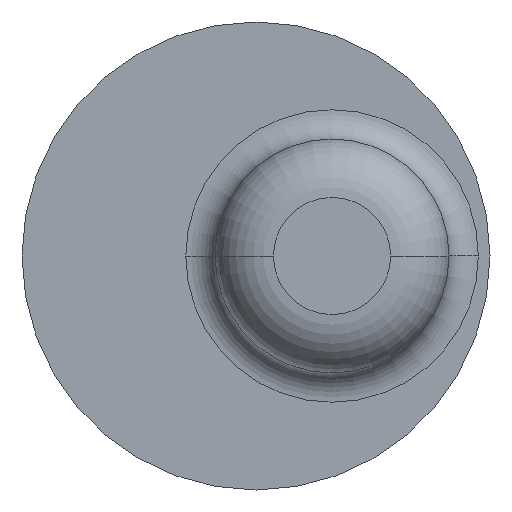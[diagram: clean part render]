
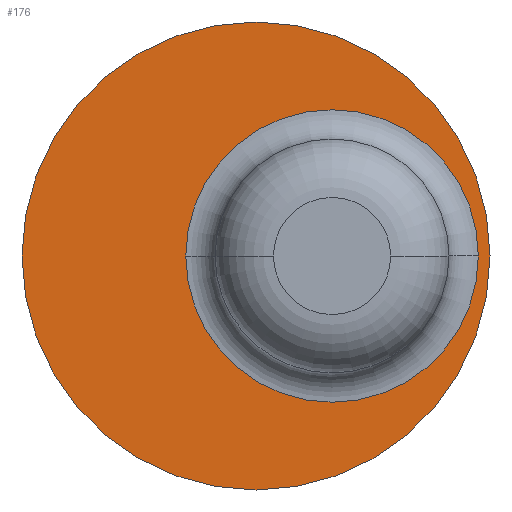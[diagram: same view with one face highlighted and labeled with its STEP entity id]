
A CAD part, front view. The second image highlights one B-rep face of the part: STEP entity #176.
In plain terms, the highlighted planar face has unit normal (0, -1, 0).
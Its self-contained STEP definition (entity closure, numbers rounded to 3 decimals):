
#4 = ORIENTED_EDGE ( 'NONE', *, *, #547, .T. ) ;
#12 = FACE_BOUND ( 'NONE', #384, .T. ) ;
#19 = CIRCLE ( 'NONE', #436, 4. ) ;
#40 = DIRECTION ( 'NONE',  ( 0., 1., 0. ) ) ;
#49 = AXIS2_PLACEMENT_3D ( 'NONE', #512, #148, #611 ) ;
#107 = DIRECTION ( 'NONE',  ( -1., 0., 0. ) ) ;
#121 = CIRCLE ( 'NONE', #514, 2.5 ) ;
#148 = DIRECTION ( 'NONE',  ( 0., 1., 0. ) ) ;
#150 = DIRECTION ( 'NONE',  ( -1., 0., 0. ) ) ;
#155 = DIRECTION ( 'NONE',  ( 0., 1., 0. ) ) ;
#157 = CARTESIAN_POINT ( 'NONE',  ( -1.2, 0., 0. ) ) ;
#176 = ADVANCED_FACE ( 'NONE', ( #12, #236 ), #449, .F. ) ;
#197 = CIRCLE ( 'NONE', #350, 2.5 ) ;
#236 = FACE_OUTER_BOUND ( 'NONE', #555, .T. ) ;
#240 = CARTESIAN_POINT ( 'NONE',  ( 1.3, 0., 0. ) ) ;
#246 = CARTESIAN_POINT ( 'NONE',  ( 0., 0., 0. ) ) ;
#276 = ORIENTED_EDGE ( 'NONE', *, *, #628, .F. ) ;
#302 = EDGE_CURVE ( 'NONE', #538, #497, #482, .T. ) ;
#329 = AXIS2_PLACEMENT_3D ( 'NONE', #246, #40, #405 ) ;
#350 = AXIS2_PLACEMENT_3D ( 'NONE', #464, #575, #150 ) ;
#352 = ORIENTED_EDGE ( 'NONE', *, *, #302, .F. ) ;
#384 = EDGE_LOOP ( 'NONE', ( #540, #4 ) ) ;
#385 = CARTESIAN_POINT ( 'NONE',  ( 3.8, 0., 0. ) ) ;
#390 = CARTESIAN_POINT ( 'NONE',  ( 4., 0., 0. ) ) ;
#396 = DIRECTION ( 'NONE',  ( -1., 0., 0. ) ) ;
#405 = DIRECTION ( 'NONE',  ( -1., 0., 0. ) ) ;
#436 = AXIS2_PLACEMENT_3D ( 'NONE', #665, #155, #107 ) ;
#449 = PLANE ( 'NONE',  #329 ) ;
#463 = VERTEX_POINT ( 'NONE', #385 ) ;
#464 = CARTESIAN_POINT ( 'NONE',  ( 1.3, 0., 0. ) ) ;
#482 = CIRCLE ( 'NONE', #49, 4. ) ;
#497 = VERTEX_POINT ( 'NONE', #390 ) ;
#512 = CARTESIAN_POINT ( 'NONE',  ( 0., 0., 0. ) ) ;
#514 = AXIS2_PLACEMENT_3D ( 'NONE', #240, #642, #396 ) ;
#538 = VERTEX_POINT ( 'NONE', #556 ) ;
#540 = ORIENTED_EDGE ( 'NONE', *, *, #622, .T. ) ;
#547 = EDGE_CURVE ( 'NONE', #463, #658, #121, .T. ) ;
#555 = EDGE_LOOP ( 'NONE', ( #352, #276 ) ) ;
#556 = CARTESIAN_POINT ( 'NONE',  ( -4., 0., 0. ) ) ;
#575 = DIRECTION ( 'NONE',  ( 0., 1., 0. ) ) ;
#611 = DIRECTION ( 'NONE',  ( -1., 0., 0. ) ) ;
#622 = EDGE_CURVE ( 'NONE', #658, #463, #197, .T. ) ;
#628 = EDGE_CURVE ( 'NONE', #497, #538, #19, .T. ) ;
#642 = DIRECTION ( 'NONE',  ( 0., 1., 0. ) ) ;
#658 = VERTEX_POINT ( 'NONE', #157 ) ;
#665 = CARTESIAN_POINT ( 'NONE',  ( 0., 0., 0. ) ) ;
